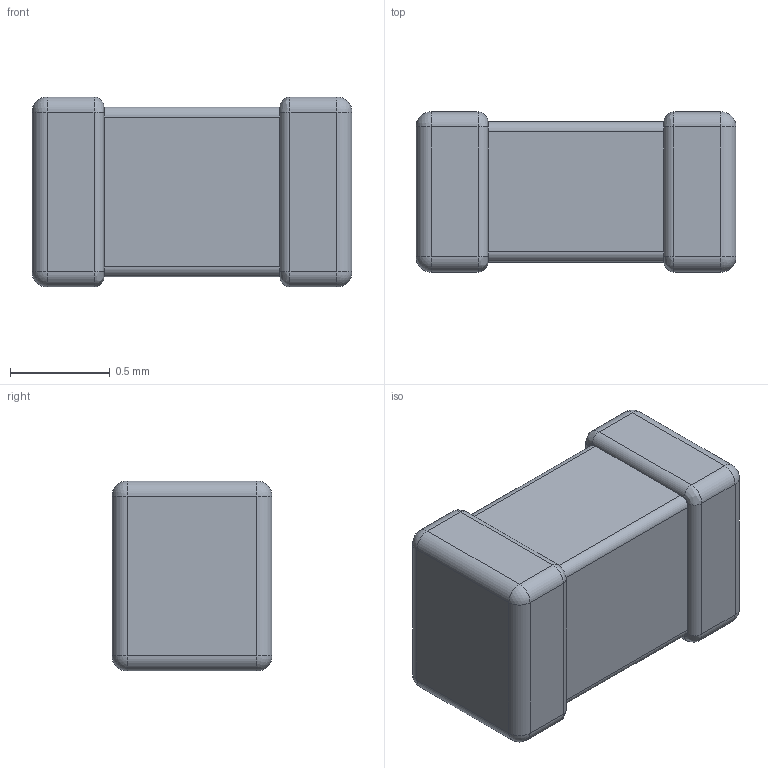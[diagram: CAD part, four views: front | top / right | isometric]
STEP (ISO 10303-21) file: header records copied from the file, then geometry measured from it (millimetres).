
FILE_DESCRIPTION(/* description */ (''),/* implementation_level */ '2;1');
FILE_NAME(/* name */ 'FUSE 0603_1608 0.8MM.step',/* time_stamp */ '2020-05-23T13:32:18+01:00',/* author */ (''),/* organization */ (''),/* preprocessor_version */ 'ST-DEVELOPER v18.1',/* originating_system */ 'Autodesk Translation Framework v9.2.0.1227',/* authorisation */ '');
FILE_SCHEMA (('AUTOMOTIVE_DESIGN { 1 0 10303 214 3 1 1 }'));
Length unit declared in the file: millimetre
Products named in the file (1): FUSE 0603_1608 0.8MM
Bounding box: 1.6 x 0.8 x 0.95 mm (x, y, z)
Volume: 1.1 mm3; surface area: 6.5 mm2
Topology: 1 solids, 1 shells, 66 faces, 136 edges, 72 vertices
Faces by surface type: cylinder 28, plane 22, bspline 8, sphere 8
Entity records: 1790 total; most frequent: CARTESIAN_POINT 339, DIRECTION 318, ORIENTED_EDGE 272, EDGE_CURVE 136, AXIS2_PLACEMENT_3D 123, LINE 72, VECTOR 72, VERTEX_POINT 72
